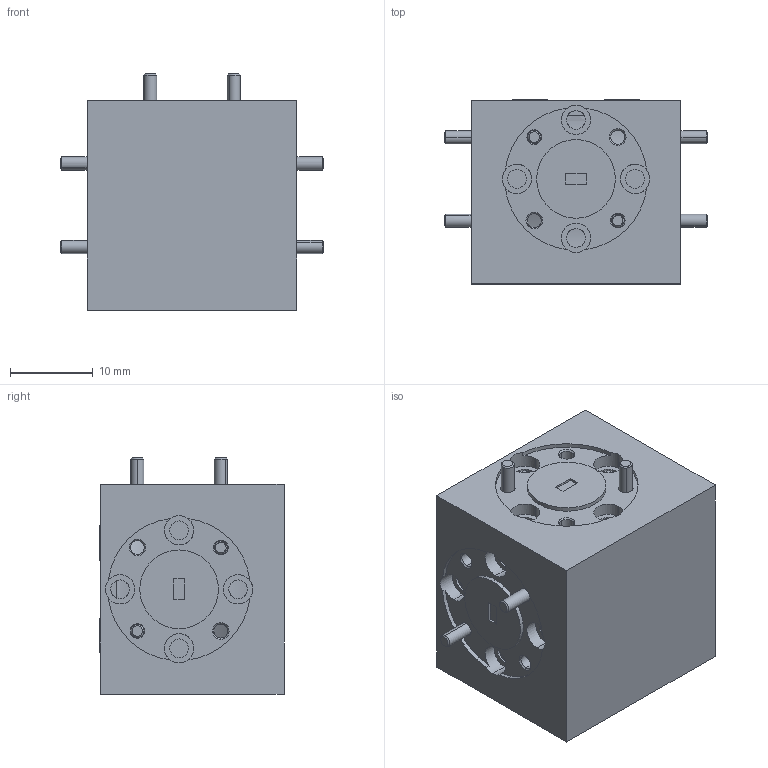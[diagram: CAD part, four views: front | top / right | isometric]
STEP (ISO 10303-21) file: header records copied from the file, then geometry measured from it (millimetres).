
FILE_DESCRIPTION (( 'STEP AP203' ), '1' );
FILE_NAME ('SWP-75311402-10-S1-2.STEP', '2022-05-03T17:59:17', ( '' ), ( '' ), 'SwSTEP 2.0', 'SolidWorks 2021', '' );
FILE_SCHEMA (( 'CONFIG_CONTROL_DESIGN' ));
Length unit declared in the file: inch
Products named in the file (1): SWP-75311402-10-S1-2
Bounding box: 31.83 x 22.28 x 28.61 mm (x, y, z)
Volume: 13747.7 mm3; surface area: 4751.7 mm2
Topology: 5 solids, 5 shells, 323 faces, 702 edges, 430 vertices
Faces by surface type: cylinder 138, plane 97, cone 88
Entity records: 9330 total; most frequent: CARTESIAN_POINT 2078, DIRECTION 1609, ORIENTED_EDGE 1388, EDGE_CURVE 694, AXIS2_PLACEMENT_3D 653, VERTEX_POINT 430, EDGE_LOOP 372, CIRCLE 329
